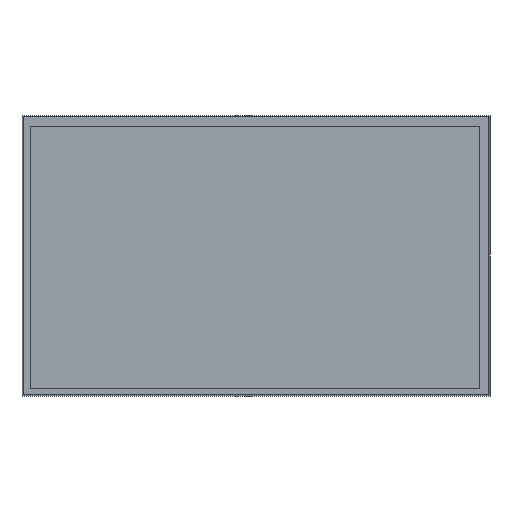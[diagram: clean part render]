
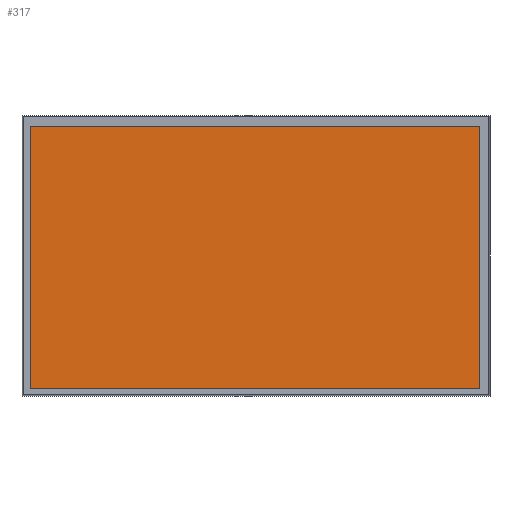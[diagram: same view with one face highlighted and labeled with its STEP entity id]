
A CAD part, top view. The second image highlights one B-rep face of the part: STEP entity #317.
In plain terms, the highlighted planar face has unit normal (0, 0, 1).
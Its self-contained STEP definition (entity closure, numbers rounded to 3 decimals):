
#226 = VERTEX_POINT('',#227);
#227 = CARTESIAN_POINT('',(122.151,72.151,5.));
#233 = EDGE_CURVE('',#226,#234,#236,.T.);
#234 = VERTEX_POINT('',#235);
#235 = CARTESIAN_POINT('',(2.151,72.151,5.));
#236 = LINE('',#237,#238);
#237 = CARTESIAN_POINT('',(122.151,72.151,5.));
#238 = VECTOR('',#239,1.);
#239 = DIRECTION('',(-1.,0.,0.));
#257 = VERTEX_POINT('',#258);
#258 = CARTESIAN_POINT('',(122.151,2.151,5.));
#264 = EDGE_CURVE('',#257,#226,#265,.T.);
#265 = LINE('',#266,#267);
#266 = CARTESIAN_POINT('',(122.151,2.151,5.));
#267 = VECTOR('',#268,1.);
#268 = DIRECTION('',(0.,1.,0.));
#281 = VERTEX_POINT('',#282);
#282 = CARTESIAN_POINT('',(2.151,2.151,5.));
#288 = EDGE_CURVE('',#281,#257,#289,.T.);
#289 = LINE('',#290,#291);
#290 = CARTESIAN_POINT('',(2.151,2.151,5.));
#291 = VECTOR('',#292,1.);
#292 = DIRECTION('',(1.,0.,0.));
#305 = EDGE_CURVE('',#234,#281,#306,.T.);
#306 = LINE('',#307,#308);
#307 = CARTESIAN_POINT('',(2.151,72.151,5.));
#308 = VECTOR('',#309,1.);
#309 = DIRECTION('',(0.,-1.,0.));
#317 = ADVANCED_FACE('',(#318),#324,.T.);
#318 = FACE_BOUND('',#319,.T.);
#319 = EDGE_LOOP('',(#320,#321,#322,#323));
#320 = ORIENTED_EDGE('',*,*,#305,.T.);
#321 = ORIENTED_EDGE('',*,*,#288,.T.);
#322 = ORIENTED_EDGE('',*,*,#264,.T.);
#323 = ORIENTED_EDGE('',*,*,#233,.T.);
#324 = PLANE('',#325);
#325 = AXIS2_PLACEMENT_3D('',#326,#327,#328);
#326 = CARTESIAN_POINT('',(62.151,37.151,5.));
#327 = DIRECTION('',(0.,0.,1.));
#328 = DIRECTION('',(1.,0.,0.));
